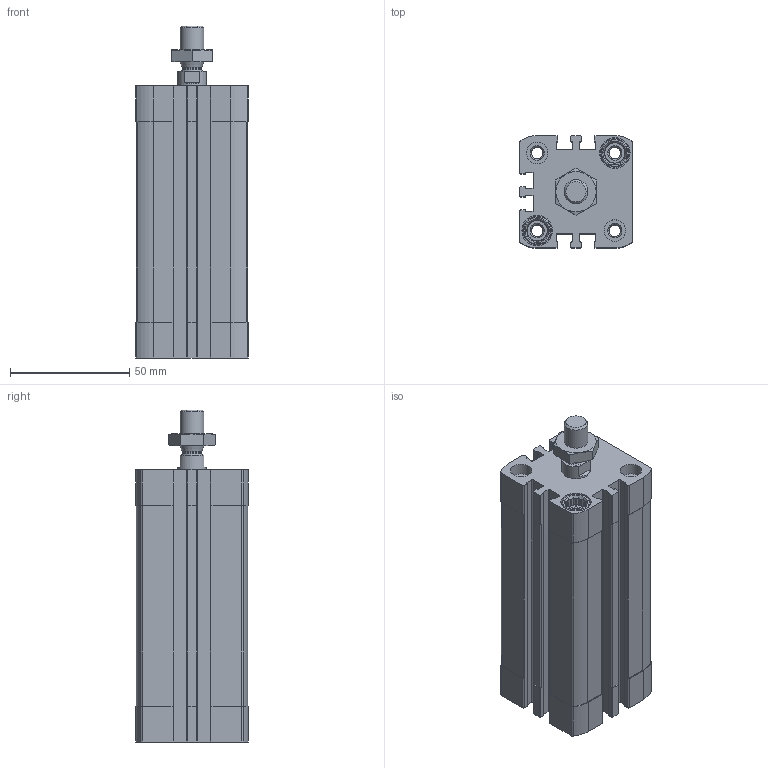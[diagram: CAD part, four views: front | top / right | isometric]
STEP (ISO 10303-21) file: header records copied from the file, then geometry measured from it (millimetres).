
FILE_DESCRIPTION(/* description */ ('STEP AP214'),/* implementation_level */ '2;1');
FILE_NAME(/* name */ '564092_ADN-32-70-A-P-A',/* time_stamp */ '2024-07-25T05:22:26+02:00',/* author */ ('License CC BY-ND 4.0'),/* organization */ ('CADENAS'),/* preprocessor_version */ 'ST-DEVELOPER v19.3',/* originating_system */ 'PARTsolutions',/* authorisation */ ' ');
FILE_SCHEMA (('AUTOMOTIVE_DESIGN {1 0 10303 214 3 1 1}'));
Length unit declared in the file: millimetre
Products named in the file (4): 564092 ADN-32-70-A-P-A---(asm_0); 536267 ADN-70-P---(Z); 536267 ADN-70-P-A_(KS); DIN-439-B - M10x1.25(F)
Assembly tree (3 placements, depth 2):
  564092 ADN-32-70-A-P-A---(asm_0)
    536267 ADN-70-P---(Z)
    536267 ADN-70-P-A_(KS)
    DIN-439-B - M10x1.25(F)
Bounding box: 47 x 47 x 139 mm (x, y, z)
Volume: 160809.8 mm3; surface area: 61961.1 mm2
Topology: 3 solids, 3 shells, 439 faces, 1182 edges, 782 vertices
Faces by surface type: plane 277, cylinder 136, cone 24, torus 2
Full cylindrical faces by diameter (mm): 4.917 x8, 6 x4, 8.2 x1, 8.5 x4, 8.566 x2, 8.647 x1, 9 x5, 10 x1, 10.2 x2, 11.9 x4, 12 x2, 12.8 x4, 32 x2
Entity records: 13610 total; most frequent: CARTESIAN_POINT 2649, DIRECTION 2272, ORIENTED_EDGE 2204, EDGE_CURVE 1102, AXIS2_PLACEMENT_3D 835, VERTEX_POINT 768, LINE 602, VECTOR 602
